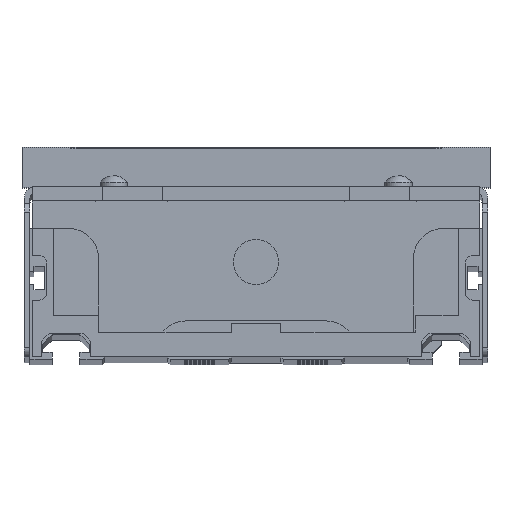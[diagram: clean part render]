
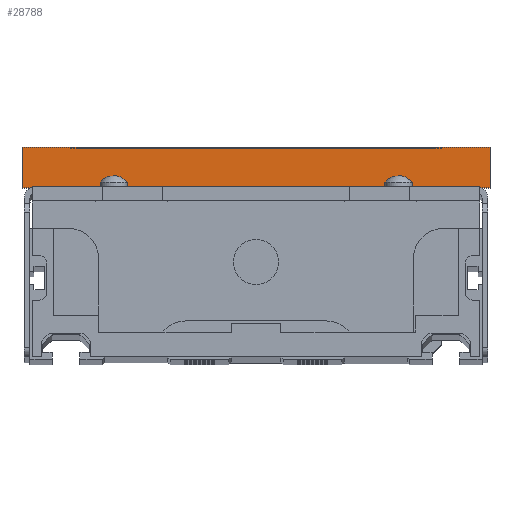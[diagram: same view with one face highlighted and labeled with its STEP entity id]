
A CAD part, top view. The second image highlights one B-rep face of the part: STEP entity #28788.
In plain terms, the highlighted planar face has unit normal (0, 0, 1).
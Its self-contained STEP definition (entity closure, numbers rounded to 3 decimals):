
#3587 = EDGE_CURVE ( 'NONE', #8815, #20682, #23967, .T. ) ;
#4045 = CARTESIAN_POINT ( 'NONE',  ( -51.75, 26.5, 90. ) ) ;
#4222 = DIRECTION ( 'NONE',  ( 1., 0., 0. ) ) ;
#4358 = CARTESIAN_POINT ( 'NONE',  ( -51.75, 17.5, 90. ) ) ;
#4510 = DIRECTION ( 'NONE',  ( 0., 0., 1. ) ) ;
#4632 = DIRECTION ( 'NONE',  ( 0., 1., 0. ) ) ;
#8601 = EDGE_CURVE ( 'NONE', #27433, #21857, #14475, .T. ) ;
#8815 = VERTEX_POINT ( 'NONE', #20533 ) ;
#9085 = CARTESIAN_POINT ( 'NONE',  ( 51.75, 26.5, 90. ) ) ;
#9276 = LINE ( 'NONE', #16088, #24174 ) ;
#13493 = ORIENTED_EDGE ( 'NONE', *, *, #8601, .T. ) ;
#14292 = CARTESIAN_POINT ( 'NONE',  ( 51.75, 17.5, 90. ) ) ;
#14399 = AXIS2_PLACEMENT_3D ( 'NONE', #4358, #4510, #4222 ) ;
#14475 = LINE ( 'NONE', #25854, #15961 ) ;
#14997 = VECTOR ( 'NONE', #28811, 1000. ) ;
#15843 = LINE ( 'NONE', #14292, #16973 ) ;
#15961 = VECTOR ( 'NONE', #28629, 1000. ) ;
#16088 = CARTESIAN_POINT ( 'NONE',  ( -51.75, 17.5, 90. ) ) ;
#16903 = ORIENTED_EDGE ( 'NONE', *, *, #3587, .F. ) ;
#16973 = VECTOR ( 'NONE', #4632, 1000. ) ;
#17470 = CARTESIAN_POINT ( 'NONE',  ( -51.75, 17.5, 90. ) ) ;
#17472 = ORIENTED_EDGE ( 'NONE', *, *, #20407, .T. ) ;
#19066 = EDGE_CURVE ( 'NONE', #27433, #8815, #9276, .T. ) ;
#19875 = PLANE ( 'NONE',  #14399 ) ;
#20407 = EDGE_CURVE ( 'NONE', #21857, #20682, #15843, .T. ) ;
#20533 = CARTESIAN_POINT ( 'NONE',  ( -51.75, 26.5, 90. ) ) ;
#20682 = VERTEX_POINT ( 'NONE', #9085 ) ;
#21269 = EDGE_LOOP ( 'NONE', ( #16903, #23427, #13493, #17472 ) ) ;
#21857 = VERTEX_POINT ( 'NONE', #23250 ) ;
#23250 = CARTESIAN_POINT ( 'NONE',  ( 51.75, 17.5, 90. ) ) ;
#23427 = ORIENTED_EDGE ( 'NONE', *, *, #19066, .F. ) ;
#23967 = LINE ( 'NONE', #4045, #14997 ) ;
#24174 = VECTOR ( 'NONE', #27593, 1000. ) ;
#24450 = FACE_OUTER_BOUND ( 'NONE', #21269, .T. ) ;
#25854 = CARTESIAN_POINT ( 'NONE',  ( -51.75, 17.5, 90. ) ) ;
#27433 = VERTEX_POINT ( 'NONE', #17470 ) ;
#27593 = DIRECTION ( 'NONE',  ( 0., 1., 0. ) ) ;
#28629 = DIRECTION ( 'NONE',  ( 1., 0., 0. ) ) ;
#28788 = ADVANCED_FACE ( 'NONE', ( #24450 ), #19875, .T. ) ;
#28811 = DIRECTION ( 'NONE',  ( 1., 0., 0. ) ) ;
